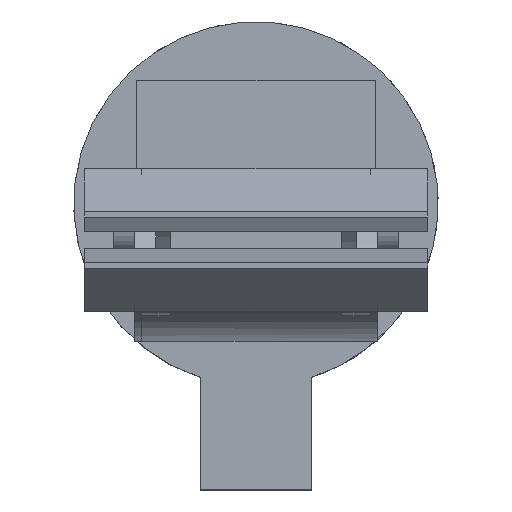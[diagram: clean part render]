
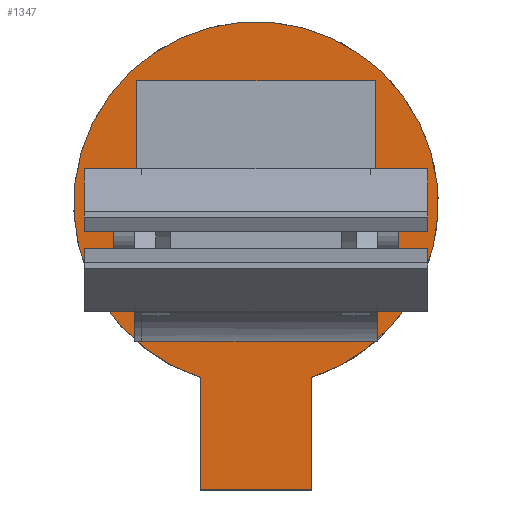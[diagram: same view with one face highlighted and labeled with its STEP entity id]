
A CAD part, top view. The second image highlights one B-rep face of the part: STEP entity #1347.
In plain terms, the highlighted planar face has unit normal (0, 0, 1).
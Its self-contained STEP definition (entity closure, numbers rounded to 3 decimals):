
#82=FACE_BOUND('',#251,.T.);
#95=CIRCLE('',#1449,6.375);
#166=FACE_OUTER_BOUND('',#250,.T.);
#250=EDGE_LOOP('',(#1170,#1171,#1172,#1173));
#251=EDGE_LOOP('',(#1174,#1175,#1176,#1177));
#382=LINE('',#3488,#526);
#384=LINE('',#3492,#528);
#387=LINE('',#3497,#531);
#388=LINE('',#3504,#532);
#389=LINE('',#3506,#533);
#390=LINE('',#3508,#534);
#391=LINE('',#3509,#535);
#526=VECTOR('',#1721,10.);
#528=VECTOR('',#1725,10.);
#531=VECTOR('',#1730,10.);
#532=VECTOR('',#1739,10.);
#533=VECTOR('',#1740,10.);
#534=VECTOR('',#1741,10.);
#535=VECTOR('',#1742,10.);
#651=VERTEX_POINT('',#3485);
#652=VERTEX_POINT('',#3487);
#653=VERTEX_POINT('',#3491);
#654=VERTEX_POINT('',#3495);
#655=VERTEX_POINT('',#3502);
#656=VERTEX_POINT('',#3503);
#657=VERTEX_POINT('',#3505);
#658=VERTEX_POINT('',#3507);
#823=EDGE_CURVE('',#652,#651,#382,.T.);
#825=EDGE_CURVE('',#653,#652,#384,.T.);
#828=EDGE_CURVE('',#651,#654,#387,.T.);
#830=EDGE_CURVE('',#653,#654,#95,.T.);
#831=EDGE_CURVE('',#655,#656,#388,.T.);
#832=EDGE_CURVE('',#657,#655,#389,.T.);
#833=EDGE_CURVE('',#657,#658,#390,.T.);
#834=EDGE_CURVE('',#658,#656,#391,.T.);
#1170=ORIENTED_EDGE('',*,*,#830,.F.);
#1171=ORIENTED_EDGE('',*,*,#825,.T.);
#1172=ORIENTED_EDGE('',*,*,#823,.T.);
#1173=ORIENTED_EDGE('',*,*,#828,.T.);
#1174=ORIENTED_EDGE('',*,*,#831,.F.);
#1175=ORIENTED_EDGE('',*,*,#832,.F.);
#1176=ORIENTED_EDGE('',*,*,#833,.T.);
#1177=ORIENTED_EDGE('',*,*,#834,.T.);
#1268=PLANE('',#1450);
#1347=ADVANCED_FACE('',(#166,#82),#1268,.F.);
#1449=AXIS2_PLACEMENT_3D('',#3500,#1735,#1736);
#1450=AXIS2_PLACEMENT_3D('',#3501,#1737,#1738);
#1721=DIRECTION('',(1.,0.,0.));
#1725=DIRECTION('',(0.,-1.,0.));
#1730=DIRECTION('',(0.,1.,0.));
#1735=DIRECTION('center_axis',(0.,0.,-1.));
#1736=DIRECTION('ref_axis',(1.,0.,0.));
#1737=DIRECTION('center_axis',(0.,0.,-1.));
#1738=DIRECTION('ref_axis',(1.,0.,0.));
#1739=DIRECTION('',(1.,0.,0.));
#1740=DIRECTION('',(0.,-1.,0.));
#1741=DIRECTION('',(1.,0.,0.));
#1742=DIRECTION('',(0.,-1.,0.));
#3485=CARTESIAN_POINT('',(5.125,-6.825,45.));
#3487=CARTESIAN_POINT('',(1.225,-6.825,45.));
#3488=CARTESIAN_POINT('',(5.125,-6.825,45.));
#3491=CARTESIAN_POINT('',(1.225,-2.894,45.));
#3492=CARTESIAN_POINT('',(1.225,3.175,45.));
#3495=CARTESIAN_POINT('',(5.125,-2.894,45.));
#3497=CARTESIAN_POINT('',(5.125,3.175,45.));
#3500=CARTESIAN_POINT('Origin',(3.175,3.175,45.));
#3501=CARTESIAN_POINT('Origin',(3.175,3.175,45.));
#3502=CARTESIAN_POINT('',(-1.,-1.,45.));
#3503=CARTESIAN_POINT('',(7.35,-1.,45.));
#3504=CARTESIAN_POINT('',(6.35,-1.,45.));
#3505=CARTESIAN_POINT('',(-1.,7.35,45.));
#3506=CARTESIAN_POINT('',(-1.,4.763,45.));
#3507=CARTESIAN_POINT('',(7.35,7.35,45.));
#3508=CARTESIAN_POINT('',(6.35,7.35,45.));
#3509=CARTESIAN_POINT('',(7.35,0.,45.));
